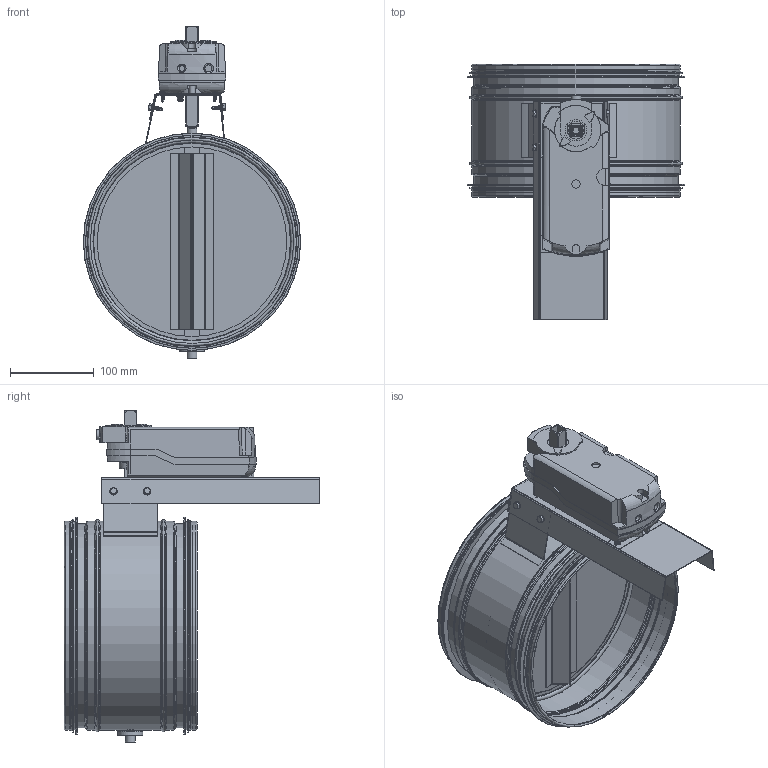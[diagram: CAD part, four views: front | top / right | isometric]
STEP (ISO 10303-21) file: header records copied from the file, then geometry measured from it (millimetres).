
FILE_DESCRIPTION((''),'2;1');
FILE_NAME('HISC-EFS-230_250.stp','2014-06-18T13:51:32',(''),(''),'Autodesk Inventor 2013','Autodesk Inventor 2013','');
FILE_SCHEMA(('AUTOMOTIVE_DESIGN { 1 2 10303 214 0 1 1 1 }'));
Length unit declared in the file: millimetre
Products named in the file (21): HISC-EFS-230_250; HISochHISC_Rör-07; 999007; Spjällhylla_HISC-E-HIS-E-250; SpjällaxelKort; BlindnitmutterM5; Cellgummi; Starlock; 116018; Borrskruv_4,2x13; SpjällaxelKort_250-315; Cellgummi_1; Stödprofil-210; Spjällaxel-120; HMH-250-L260; 999317; 90242___8_13-mattssons; FästeSpjällmotorSF-Små; 90232___6_10-mattssons; G-list-250; ASF112F120
Assembly tree (29 placements, depth 2):
  HISC-EFS-230_250
    HISochHISC_Rör-07
    999007  x2
    Spjällhylla_HISC-E-HIS-E-250
    SpjällaxelKort
    BlindnitmutterM5
    Cellgummi
    Starlock  x2
    116018
    Borrskruv_4,2x13  x4
    SpjällaxelKort_250-315
    Cellgummi_1
    Stödprofil-210
    Spjällaxel-120
    HMH-250-L260
    999317
    90242___8_13-mattssons  x4
    FästeSpjällmotorSF-Små
    90232___6_10-mattssons  x2
    G-list-250
    ASF112F120
Bounding box: 259.3 x 305 x 396 mm (x, y, z)
Volume: 960459.7 mm3; surface area: 714202.2 mm2
Topology: 29 solids, 30 shells, 1430 faces, 3336 edges, 1997 vertices
Faces by surface type: cylinder 473, plane 458, cone 410, torus 59, bspline 24, sphere 6
Full cylindrical faces by diameter (mm): 2.656 x12, 3.291 x28, 3.5 x10, 4 x4, 4.2 x24, 4.567 x1, 5 x2, 6 x1, 6.9 x1, 7 x4, 8.5 x1, 8.8 x4, 10 x4, 11.7 x2, 12 x3, 21 x4, 22 x2, 25.6 x1, 27 x1, 30 x2, 226.191 x2, 235 x1, 238 x1, 242.5 x1, 242.66 x1, 243.5 x1, 243.66 x1, 245.3 x2, 247.9 x11, 248.9 x5
Entity records: 27931 total; most frequent: CARTESIAN_POINT 7158, DIRECTION 4259, ORIENTED_EDGE 3830, EDGE_CURVE 1915, AXIS2_PLACEMENT_3D 1698, VERTEX_POINT 1247, EDGE_LOOP 1120, FACE_OUTER_BOUND 888
